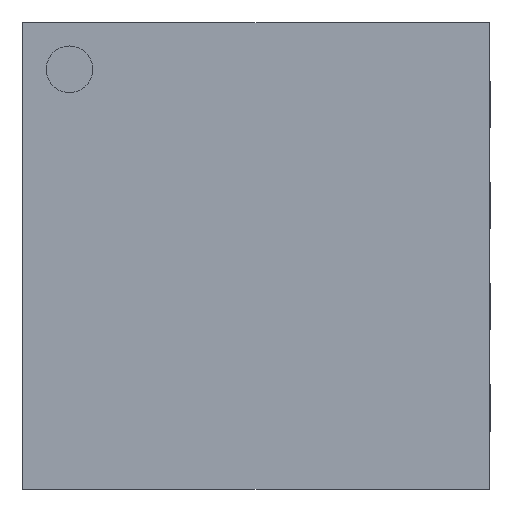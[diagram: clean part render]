
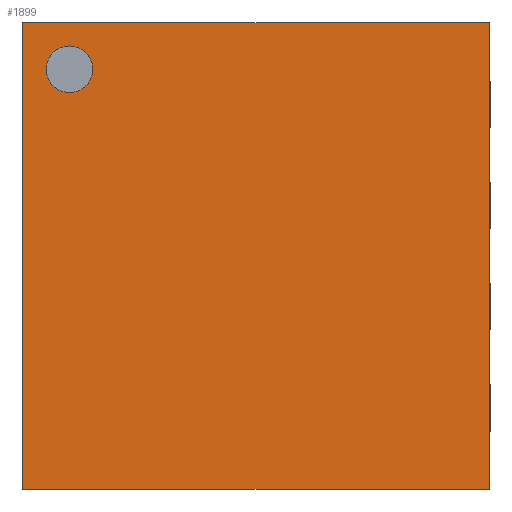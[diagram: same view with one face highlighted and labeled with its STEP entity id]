
A CAD part, top view. The second image highlights one B-rep face of the part: STEP entity #1899.
In plain terms, the highlighted planar face has unit normal (0, 0, 1).
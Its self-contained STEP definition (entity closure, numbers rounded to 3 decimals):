
#70 = CARTESIAN_POINT ( 'NONE',  ( -1.5, -1.5, 0.9 ) ) ;
#110 = ORIENTED_EDGE ( 'NONE', *, *, #2147, .T. ) ;
#177 = CARTESIAN_POINT ( 'NONE',  ( -1.5, 1.5, 0.9 ) ) ;
#188 = ORIENTED_EDGE ( 'NONE', *, *, #1332, .T. ) ;
#271 = DIRECTION ( 'NONE',  ( 0., 0., 1. ) ) ;
#288 = DIRECTION ( 'NONE',  ( 0., 0., 1. ) ) ;
#427 = EDGE_CURVE ( 'NONE', #2526, #993, #869, .T. ) ;
#436 = CARTESIAN_POINT ( 'NONE',  ( 1.5, -1.5, 0.9 ) ) ;
#477 = PLANE ( 'NONE',  #2213 ) ;
#480 = EDGE_CURVE ( 'NONE', #599, #1002, #1924, .T. ) ;
#502 = CARTESIAN_POINT ( 'NONE',  ( -1.5, 1.5, 0.9 ) ) ;
#599 = VERTEX_POINT ( 'NONE', #1378 ) ;
#646 = DIRECTION ( 'NONE',  ( 1., 0., 0. ) ) ;
#715 = CARTESIAN_POINT ( 'NONE',  ( 1.5, 1.5, 0.9 ) ) ;
#766 = ORIENTED_EDGE ( 'NONE', *, *, #480, .F. ) ;
#775 = VERTEX_POINT ( 'NONE', #436 ) ;
#869 = LINE ( 'NONE', #177, #2284 ) ;
#875 = AXIS2_PLACEMENT_3D ( 'NONE', #2757, #271, #1142 ) ;
#900 = ORIENTED_EDGE ( 'NONE', *, *, #1400, .F. ) ;
#913 = AXIS2_PLACEMENT_3D ( 'NONE', #2784, #1518, #1701 ) ;
#940 = CARTESIAN_POINT ( 'NONE',  ( -1.5, 1.5, 0.9 ) ) ;
#942 = LINE ( 'NONE', #715, #1185 ) ;
#993 = VERTEX_POINT ( 'NONE', #502 ) ;
#1002 = VERTEX_POINT ( 'NONE', #1580 ) ;
#1102 = CARTESIAN_POINT ( 'NONE',  ( 1.5, 1.5, 0.9 ) ) ;
#1142 = DIRECTION ( 'NONE',  ( 1., 0., 0. ) ) ;
#1185 = VECTOR ( 'NONE', #2013, 1000. ) ;
#1332 = EDGE_CURVE ( 'NONE', #775, #2526, #942, .T. ) ;
#1378 = CARTESIAN_POINT ( 'NONE',  ( -1.05, 1.2, 0.9 ) ) ;
#1400 = EDGE_CURVE ( 'NONE', #1002, #599, #2110, .T. ) ;
#1518 = DIRECTION ( 'NONE',  ( 0., 0., 1. ) ) ;
#1552 = CARTESIAN_POINT ( 'NONE',  ( -1.5, -1.5, 0.9 ) ) ;
#1580 = CARTESIAN_POINT ( 'NONE',  ( -1.35, 1.2, 0.9 ) ) ;
#1600 = DIRECTION ( 'NONE',  ( 0., -1., 0. ) ) ;
#1701 = DIRECTION ( 'NONE',  ( 1., 0., 0. ) ) ;
#1719 = DIRECTION ( 'NONE',  ( -1., 0., 0. ) ) ;
#1899 = ADVANCED_FACE ( 'NONE', ( #2004, #2395 ), #477, .T. ) ;
#1924 = CIRCLE ( 'NONE', #913, 0.15 ) ;
#2004 = FACE_OUTER_BOUND ( 'NONE', #2098, .T. ) ;
#2013 = DIRECTION ( 'NONE',  ( 0., 1., 0. ) ) ;
#2055 = DIRECTION ( 'NONE',  ( 1., 0., 0. ) ) ;
#2072 = CARTESIAN_POINT ( 'NONE',  ( 0., 0., 0.9 ) ) ;
#2073 = VECTOR ( 'NONE', #646, 1000. ) ;
#2075 = ORIENTED_EDGE ( 'NONE', *, *, #2668, .T. ) ;
#2077 = VECTOR ( 'NONE', #1600, 1000. ) ;
#2098 = EDGE_LOOP ( 'NONE', ( #188, #2454, #2075, #110 ) ) ;
#2110 = CIRCLE ( 'NONE', #875, 0.15 ) ;
#2147 = EDGE_CURVE ( 'NONE', #2735, #775, #2407, .T. ) ;
#2213 = AXIS2_PLACEMENT_3D ( 'NONE', #2072, #288, #2055 ) ;
#2251 = LINE ( 'NONE', #940, #2077 ) ;
#2284 = VECTOR ( 'NONE', #1719, 1000. ) ;
#2331 = EDGE_LOOP ( 'NONE', ( #766, #900 ) ) ;
#2395 = FACE_BOUND ( 'NONE', #2331, .T. ) ;
#2407 = LINE ( 'NONE', #1552, #2073 ) ;
#2454 = ORIENTED_EDGE ( 'NONE', *, *, #427, .T. ) ;
#2526 = VERTEX_POINT ( 'NONE', #1102 ) ;
#2668 = EDGE_CURVE ( 'NONE', #993, #2735, #2251, .T. ) ;
#2735 = VERTEX_POINT ( 'NONE', #70 ) ;
#2757 = CARTESIAN_POINT ( 'NONE',  ( -1.2, 1.2, 0.9 ) ) ;
#2784 = CARTESIAN_POINT ( 'NONE',  ( -1.2, 1.2, 0.9 ) ) ;
